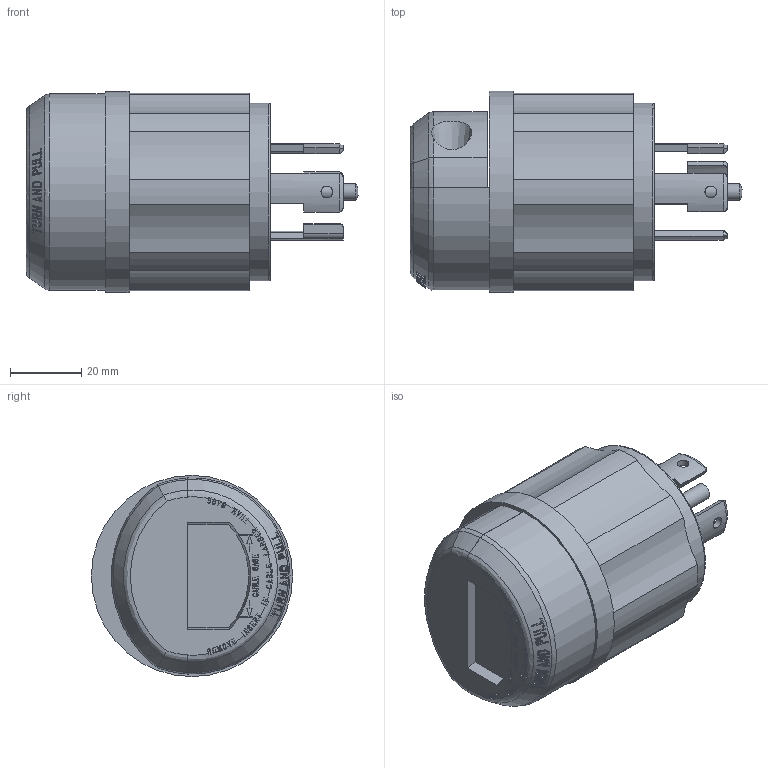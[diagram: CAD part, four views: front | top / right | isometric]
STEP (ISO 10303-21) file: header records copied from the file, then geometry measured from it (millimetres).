
FILE_DESCRIPTION (( 'STEP AP214' ), '1' );
FILE_NAME ('CATSTD-02821-000-M01.STEP', '2020-03-25T12:53:04', ( '' ), ( '' ), 'SwSTEP 2.0', 'SolidWorks 2017', '' );
FILE_SCHEMA (( 'AUTOMOTIVE_DESIGN' ));
Length unit declared in the file: inch
Products named in the file (2): CATSTD-02821-000-M01
Bounding box: 93.28 x 56.52 x 56.52 mm (x, y, z)
Volume: 149749.2 mm3; surface area: 21672.8 mm2
Topology: 1 solids, 1 shells, 824 faces, 2287 edges, 1526 vertices
Faces by surface type: plane 660, cylinder 119, cone 28, bspline 17
Full cylindrical faces by diameter (mm): 3.302 x4, 4.75 x1, 5.588 x1, 6.096 x1, 6.35 x1, 6.602 x1, 49.987 x1, 56.515 x1
Entity records: 38505 total; most frequent: CARTESIAN_POINT 7322, ORIENTED_EDGE 4528, DIRECTION 3827, EDGE_CURVE 2264, VECTOR 1551, LINE 1551, VERTEX_POINT 1517, AXIS2_PLACEMENT_3D 1138
